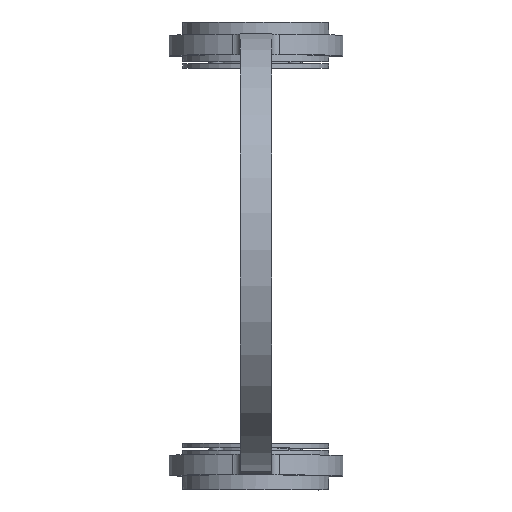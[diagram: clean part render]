
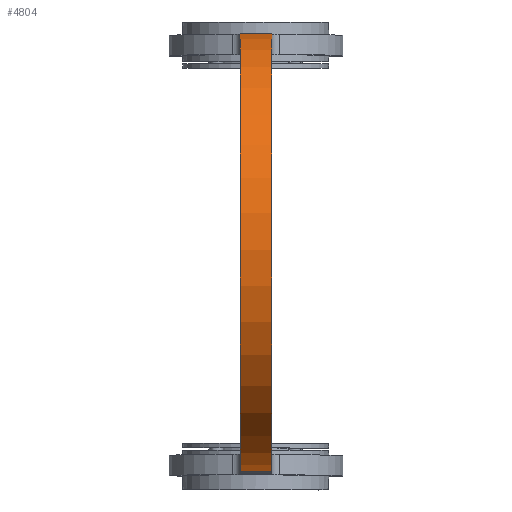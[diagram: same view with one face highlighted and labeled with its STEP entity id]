
A CAD part, front view. The second image highlights one B-rep face of the part: STEP entity #4804.
In plain terms, the highlighted cylindrical face has radius 97.467 mm (diameter 194.935 mm), a partial arc.
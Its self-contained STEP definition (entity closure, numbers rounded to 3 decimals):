
#4804=ADVANCED_FACE('',(#11955),#11957,.T.);
#11955=FACE_BOUND('',#11956,.T.);
#11956=EDGE_LOOP('',(#17820,#17821,#17822,#17823));
#11957=CYLINDRICAL_SURFACE('',#11958,97.467);
#11958=AXIS2_PLACEMENT_3D('',#11959,#11960,#11961);
#11959=CARTESIAN_POINT('',(0.,-39.533,0.));
#11960=DIRECTION('',(0.,0.,1.));
#11961=DIRECTION('',(-0.995,0.098,0.));
#17820=ORIENTED_EDGE('',*,*,#21635,.F.);
#17821=ORIENTED_EDGE('',*,*,#21538,.T.);
#17822=ORIENTED_EDGE('',*,*,#21634,.T.);
#17823=ORIENTED_EDGE('',*,*,#21548,.F.);
#21538=EDGE_CURVE('',#24701,#24699,#24702,.T.);
#21548=EDGE_CURVE('',#24716,#24718,#24719,.T.);
#21634=EDGE_CURVE('',#24699,#24718,#24845,.T.);
#21635=EDGE_CURVE('',#24701,#24716,#24846,.T.);
#24699=VERTEX_POINT('',#32386);
#24701=VERTEX_POINT('',#32391);
#24702=CIRCLE('',#32392,97.467);
#24716=VERTEX_POINT('',#32427);
#24718=VERTEX_POINT('',#32432);
#24719=CIRCLE('',#32433,97.467);
#24845=LINE('',#32737,#32738);
#24846=LINE('',#32740,#32741);
#32386=CARTESIAN_POINT('',(97.,-30.,0.));
#32391=CARTESIAN_POINT('',(-97.,-30.,0.));
#32392=AXIS2_PLACEMENT_3D('',#32393,#32394,#32395);
#32393=CARTESIAN_POINT('',(0.,-39.533,0.));
#32394=DIRECTION('',(0.,0.,1.));
#32395=DIRECTION('',(-0.995,0.098,0.));
#32427=CARTESIAN_POINT('',(-97.,-30.,13.85));
#32432=CARTESIAN_POINT('',(97.,-30.,13.85));
#32433=AXIS2_PLACEMENT_3D('',#32434,#32435,#32436);
#32434=CARTESIAN_POINT('',(0.,-39.533,13.85));
#32435=DIRECTION('',(0.,0.,1.));
#32436=DIRECTION('',(-0.995,0.098,0.));
#32737=CARTESIAN_POINT('',(97.,-30.,0.));
#32738=VECTOR('',#32739,1.);
#32739=DIRECTION('',(0.,0.,1.));
#32740=CARTESIAN_POINT('',(-97.,-30.,0.));
#32741=VECTOR('',#32742,1.);
#32742=DIRECTION('',(0.,0.,1.));
